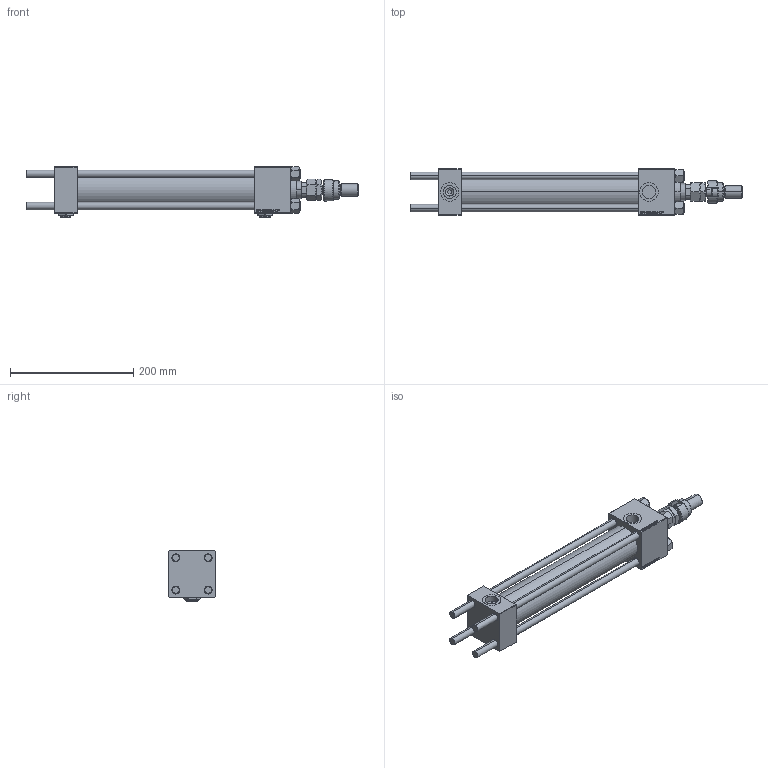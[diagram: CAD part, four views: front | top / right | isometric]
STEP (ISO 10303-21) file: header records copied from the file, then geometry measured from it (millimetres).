
FILE_DESCRIPTION (( 'STEP AP203' ), '1' );
FILE_NAME ('7cf6.STEP', '2023-08-23T10:47:17', ( '' ), ( '' ), 'SwSTEP 2.0', 'SolidWorks 2019', '' );
FILE_SCHEMA (( 'CONFIG_CONTROL_DESIGN' ));
Length unit declared in the file: millimetre
Products named in the file (10): V215_VC_A 0d1a3f4982dc8e27d59ef246d1d02ffd; Zatka_pro_OIL_PORT 0d1a3f4982dc8e27d59ef246d1d02ffd; NUT_M5 0d1a3f4982dc8e27d59ef246d1d02ffd; FEMALE_PART_FOR_DFA 0d1a3f4982dc8e27d59ef246d1d02ffd; CR025_012_A_0_G_A_G_M_020_+#_##_TYCINKA 0d1a3f4982dc8e27d59ef246d1d02ffd; 7cf6; V215CR_BODY_A 0d1a3f4982dc8e27d59ef246d1d02ffd; V215CR_VCP 0d1a3f4982dc8e27d59ef246d1d02ffd; DFA 0d1a3f4982dc8e27d59ef246d1d02ffd; MFA 0d1a3f4982dc8e27d59ef246d1d02ffd
Assembly tree (16 placements, depth 3):
  7cf6
    V215CR_BODY_A 0d1a3f4982dc8e27d59ef246d1d02ffd
    CR025_012_A_0_G_A_G_M_020_+#_##_TYCINKA 0d1a3f4982dc8e27d59ef246d1d02ffd  x4
    NUT_M5 0d1a3f4982dc8e27d59ef246d1d02ffd  x4
    V215CR_VCP 0d1a3f4982dc8e27d59ef246d1d02ffd
    V215_VC_A 0d1a3f4982dc8e27d59ef246d1d02ffd
    DFA 0d1a3f4982dc8e27d59ef246d1d02ffd
      FEMALE_PART_FOR_DFA 0d1a3f4982dc8e27d59ef246d1d02ffd
      MFA 0d1a3f4982dc8e27d59ef246d1d02ffd
    Zatka_pro_OIL_PORT 0d1a3f4982dc8e27d59ef246d1d02ffd  x2
Bounding box: 539 x 75 x 82.27 mm (x, y, z)
Volume: 1106563.8 mm3; surface area: 316615.7 mm2
Topology: 15 solids, 15 shells, 1318 faces, 3258 edges, 2091 vertices
Faces by surface type: plane 595, bspline 392, cone 218, cylinder 101, torus 12
Entity records: 54622 total; most frequent: CARTESIAN_POINT 28326, ORIENTED_EDGE 5816, DIRECTION 3860, EDGE_CURVE 2908, VERTEX_POINT 1889, LINE 1686, VECTOR 1686, EDGE_LOOP 1295
